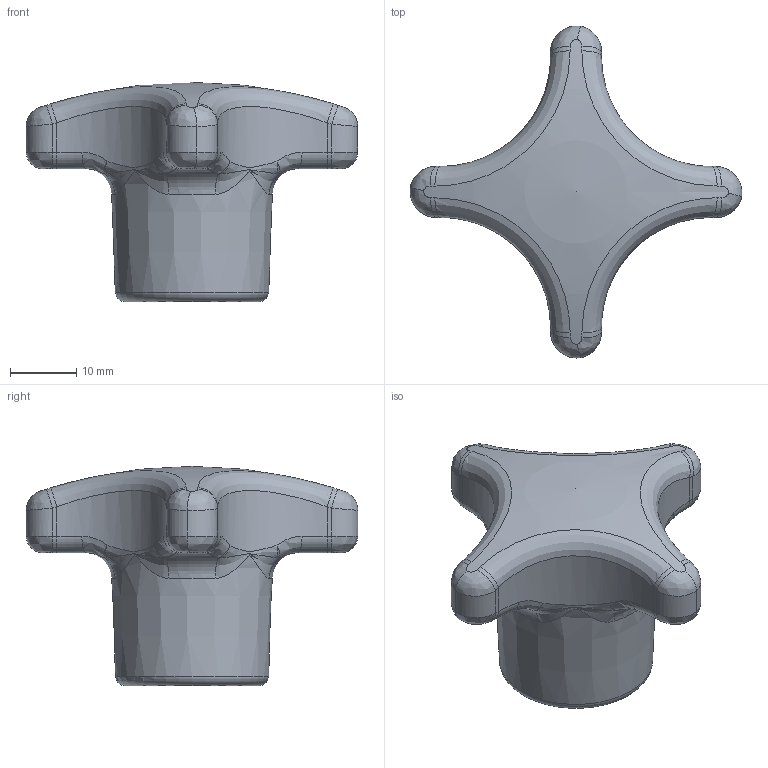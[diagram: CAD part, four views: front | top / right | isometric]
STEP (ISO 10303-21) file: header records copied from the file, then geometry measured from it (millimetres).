
FILE_DESCRIPTION( ( 'Unknown' ), '1' );
FILE_NAME( '7120035_VQB50_M10.stp', 'Unknown', ( 'Unknown' ), ( 'Unknown' ), 'PSStep 11.0', 'Unknown', ' ' );
FILE_SCHEMA( ( 'AUTOMOTIVE_DESIGN { 1 0 10303 214 1 1 1 1 }' ) );
Length unit declared in the file: millimetre
Products named in the file (1): 1
Bounding box: 49.98 x 49.98 x 33 mm (x, y, z)
Volume: 17732.7 mm3; surface area: 5297.3 mm2
Topology: 1 solids, 1 shells, 104 faces, 253 edges, 143 vertices
Faces by surface type: bspline 44, cylinder 22, torus 21, plane 14, cone 2, sphere 1
Full cylindrical faces by diameter (mm): 8.376 x2
Entity records: 13492 total; most frequent: CARTESIAN_POINT 10589, ORIENTED_EDGE 468, DIRECTION 378, EDGE_CURVE 234, AXIS2_PLACEMENT_3D 171, VERTEX_POINT 138, EDGE_LOOP 110, CIRCLE 110
